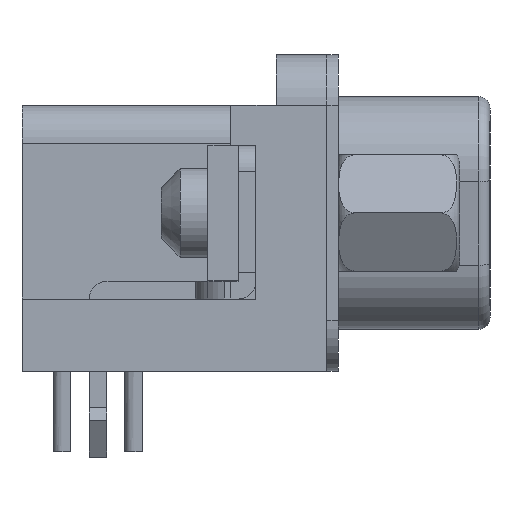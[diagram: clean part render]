
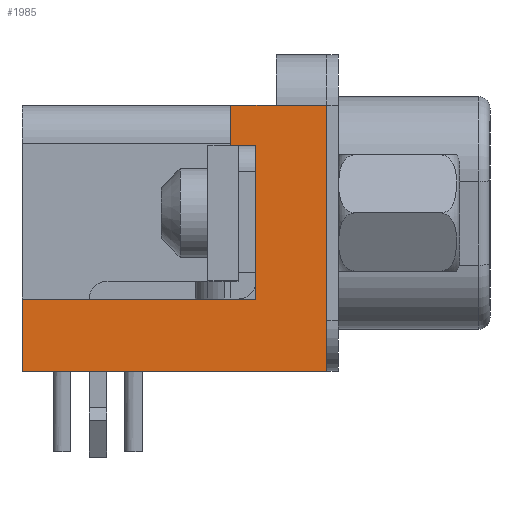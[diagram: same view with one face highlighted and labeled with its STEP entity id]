
A CAD part, left-side view. The second image highlights one B-rep face of the part: STEP entity #1985.
In plain terms, the highlighted planar face has unit normal (-1, 0, 0).
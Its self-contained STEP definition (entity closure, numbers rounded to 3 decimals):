
#1985 = ADVANCED_FACE( '', ( #3878 ), #3879, .T. );
#3878 = FACE_OUTER_BOUND( '', #9351, .T. );
#3879 = PLANE( '', #9352 );
#9351 = EDGE_LOOP( '', ( #14141, #14142, #14143, #14144, #14145, #14146, #14147, #14148, #14149 ) );
#9352 = AXIS2_PLACEMENT_3D( '', #14150, #14151, #14152 );
#14141 = ORIENTED_EDGE( '', *, *, #16261, .T. );
#14142 = ORIENTED_EDGE( '', *, *, #16305, .T. );
#14143 = ORIENTED_EDGE( '', *, *, #14682, .T. );
#14144 = ORIENTED_EDGE( '', *, *, #14643, .T. );
#14145 = ORIENTED_EDGE( '', *, *, #16204, .F. );
#14146 = ORIENTED_EDGE( '', *, *, #14546, .T. );
#14147 = ORIENTED_EDGE( '', *, *, #16362, .T. );
#14148 = ORIENTED_EDGE( '', *, *, #15776, .T. );
#14149 = ORIENTED_EDGE( '', *, *, #16445, .T. );
#14150 = CARTESIAN_POINT( '', ( -26.52, 0., 0. ) );
#14151 = DIRECTION( '', ( -1., 0., 0. ) );
#14152 = DIRECTION( '', ( 0., 0., 1. ) );
#14546 = EDGE_CURVE( '', #16560, #16564, #16566, .T. );
#14643 = EDGE_CURVE( '', #16738, #16736, #16739, .T. );
#14682 = EDGE_CURVE( '', #16807, #16738, #16808, .T. );
#15776 = EDGE_CURVE( '', #18585, #18583, #18586, .T. );
#16204 = EDGE_CURVE( '', #16560, #16736, #19135, .T. );
#16261 = EDGE_CURVE( '', #19207, #19205, #19208, .T. );
#16305 = EDGE_CURVE( '', #19205, #16807, #19266, .T. );
#16362 = EDGE_CURVE( '', #16564, #18585, #19329, .T. );
#16445 = EDGE_CURVE( '', #18583, #19207, #19416, .T. );
#16560 = VERTEX_POINT( '', #19547 );
#16564 = VERTEX_POINT( '', #19553 );
#16566 = LINE( '', #19556, #19557 );
#16736 = VERTEX_POINT( '', #19799 );
#16738 = VERTEX_POINT( '', #19802 );
#16739 = LINE( '', #19803, #19804 );
#16807 = VERTEX_POINT( '', #19896 );
#16808 = LINE( '', #19897, #19898 );
#18583 = VERTEX_POINT( '', #22984 );
#18585 = VERTEX_POINT( '', #22987 );
#18586 = LINE( '', #22988, #22989 );
#19135 = LINE( '', #24041, #24042 );
#19205 = VERTEX_POINT( '', #24152 );
#19207 = VERTEX_POINT( '', #24154 );
#19208 = LINE( '', #24155, #24156 );
#19266 = LINE( '', #24232, #24233 );
#19329 = LINE( '', #24350, #24351 );
#19416 = LINE( '', #24539, #24540 );
#19547 = CARTESIAN_POINT( '', ( -26.52, -3.225, 2.65 ) );
#19553 = CARTESIAN_POINT( '', ( -26.52, -3.225, -3.4 ) );
#19556 = CARTESIAN_POINT( '', ( -26.52, -3.225, 2.65 ) );
#19557 = VECTOR( '', #24645, 1000. );
#19799 = CARTESIAN_POINT( '', ( -26.52, -2.225, 2.65 ) );
#19802 = CARTESIAN_POINT( '', ( -26.52, -2.225, 4.25 ) );
#19803 = CARTESIAN_POINT( '', ( -26.52, -2.225, 4.25 ) );
#19804 = VECTOR( '', #24734, 1000. );
#19896 = CARTESIAN_POINT( '', ( -26.52, -4.025, 4.25 ) );
#19897 = CARTESIAN_POINT( '', ( -26.52, -4.025, 4.25 ) );
#19898 = VECTOR( '', #24780, 1000. );
#22984 = CARTESIAN_POINT( '', ( -26.52, 6.025, -6.25 ) );
#22987 = CARTESIAN_POINT( '', ( -26.52, 6.025, -3.4 ) );
#22988 = CARTESIAN_POINT( '', ( -26.52, 6.025, 4.25 ) );
#22989 = VECTOR( '', #25865, 1000. );
#24041 = CARTESIAN_POINT( '', ( -26.52, -3.225, 2.65 ) );
#24042 = VECTOR( '', #26220, 1000. );
#24152 = CARTESIAN_POINT( '', ( -26.52, -6.025, 4.25 ) );
#24154 = CARTESIAN_POINT( '', ( -26.52, -6.025, -6.25 ) );
#24155 = CARTESIAN_POINT( '', ( -26.52, -6.025, -6.25 ) );
#24156 = VECTOR( '', #26282, 1000. );
#24232 = CARTESIAN_POINT( '', ( -26.52, 0., 4.25 ) );
#24233 = VECTOR( '', #26334, 1000. );
#24350 = CARTESIAN_POINT( '', ( -26.52, -2.225, -3.4 ) );
#24351 = VECTOR( '', #26371, 1000. );
#24539 = CARTESIAN_POINT( '', ( -26.52, 6.025, -6.25 ) );
#24540 = VECTOR( '', #26402, 1000. );
#24645 = DIRECTION( '', ( 0., 0., -1. ) );
#24734 = DIRECTION( '', ( 0., 0., -1. ) );
#24780 = DIRECTION( '', ( 0., 1., 0. ) );
#25865 = DIRECTION( '', ( 0., 0., -1. ) );
#26220 = DIRECTION( '', ( 0., 1., 0. ) );
#26282 = DIRECTION( '', ( 0., 0., 1. ) );
#26334 = DIRECTION( '', ( 0., 1., 0. ) );
#26371 = DIRECTION( '', ( 0., 1., 0. ) );
#26402 = DIRECTION( '', ( 0., -1., 0. ) );
